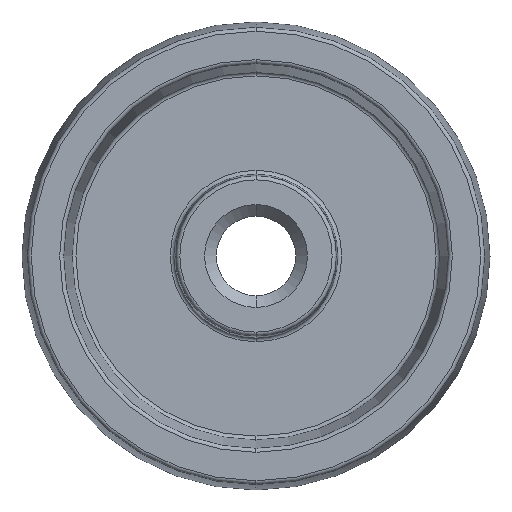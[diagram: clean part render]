
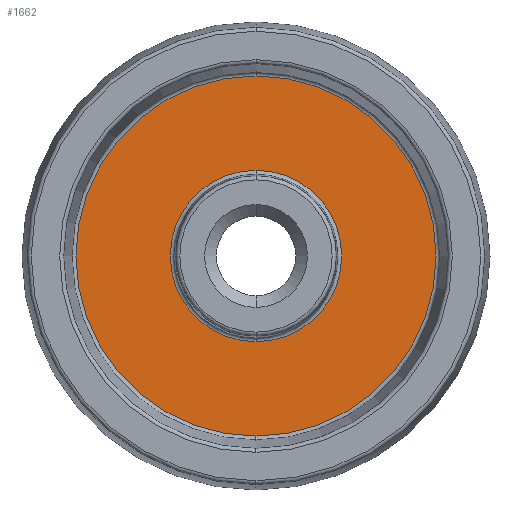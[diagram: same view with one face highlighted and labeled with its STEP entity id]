
A CAD part, left-side view. The second image highlights one B-rep face of the part: STEP entity #1662.
In plain terms, the highlighted planar face has unit normal (-1, 0, 0).
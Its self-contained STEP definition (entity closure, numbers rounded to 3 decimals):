
#52 = CIRCLE ( 'NONE', #393, 23.087 ) ;
#90 = DIRECTION ( 'NONE',  ( 1., 0., 0. ) ) ;
#105 = DIRECTION ( 'NONE',  ( 1., 0., 0. ) ) ;
#247 = EDGE_LOOP ( 'NONE', ( #283, #1539 ) ) ;
#268 = AXIS2_PLACEMENT_3D ( 'NONE', #556, #105, #1376 ) ;
#283 = ORIENTED_EDGE ( 'NONE', *, *, #883, .T. ) ;
#322 = CARTESIAN_POINT ( 'NONE',  ( -3.5, 0., 10.986 ) ) ;
#330 = DIRECTION ( 'NONE',  ( -1., 0., 0. ) ) ;
#388 = ORIENTED_EDGE ( 'NONE', *, *, #749, .T. ) ;
#393 = AXIS2_PLACEMENT_3D ( 'NONE', #1194, #1502, #1718 ) ;
#398 = CIRCLE ( 'NONE', #1082, 23.087 ) ;
#435 = VERTEX_POINT ( 'NONE', #1664 ) ;
#446 = DIRECTION ( 'NONE',  ( -1., 0., 0. ) ) ;
#454 = VERTEX_POINT ( 'NONE', #1113 ) ;
#457 = DIRECTION ( 'NONE',  ( 0., 0., 1. ) ) ;
#463 = EDGE_CURVE ( 'NONE', #1140, #454, #477, .T. ) ;
#477 = CIRCLE ( 'NONE', #268, 10.986 ) ;
#479 = AXIS2_PLACEMENT_3D ( 'NONE', #915, #90, #1193 ) ;
#556 = CARTESIAN_POINT ( 'NONE',  ( -3.5, 0., 0. ) ) ;
#557 = CIRCLE ( 'NONE', #479, 10.986 ) ;
#588 = CARTESIAN_POINT ( 'NONE',  ( -3.5, 0., 0. ) ) ;
#604 = FACE_OUTER_BOUND ( 'NONE', #247, .T. ) ;
#721 = CARTESIAN_POINT ( 'NONE',  ( -3.5, 23.5, 0. ) ) ;
#742 = FACE_BOUND ( 'NONE', #875, .T. ) ;
#749 = EDGE_CURVE ( 'NONE', #454, #1140, #557, .T. ) ;
#848 = PLANE ( 'NONE',  #1015 ) ;
#875 = EDGE_LOOP ( 'NONE', ( #1391, #388 ) ) ;
#883 = EDGE_CURVE ( 'NONE', #1767, #435, #52, .T. ) ;
#915 = CARTESIAN_POINT ( 'NONE',  ( -3.5, 0., 0. ) ) ;
#1015 = AXIS2_PLACEMENT_3D ( 'NONE', #721, #330, #1277 ) ;
#1082 = AXIS2_PLACEMENT_3D ( 'NONE', #588, #446, #457 ) ;
#1113 = CARTESIAN_POINT ( 'NONE',  ( -3.5, 0., -10.986 ) ) ;
#1140 = VERTEX_POINT ( 'NONE', #322 ) ;
#1193 = DIRECTION ( 'NONE',  ( 0., 0., 1. ) ) ;
#1194 = CARTESIAN_POINT ( 'NONE',  ( -3.5, 0., 0. ) ) ;
#1277 = DIRECTION ( 'NONE',  ( 0., 0., 1. ) ) ;
#1376 = DIRECTION ( 'NONE',  ( 0., 0., 1. ) ) ;
#1391 = ORIENTED_EDGE ( 'NONE', *, *, #463, .T. ) ;
#1425 = EDGE_CURVE ( 'NONE', #435, #1767, #398, .T. ) ;
#1502 = DIRECTION ( 'NONE',  ( -1., 0., 0. ) ) ;
#1539 = ORIENTED_EDGE ( 'NONE', *, *, #1425, .T. ) ;
#1662 = ADVANCED_FACE ( 'NONE', ( #742, #604 ), #848, .T. ) ;
#1664 = CARTESIAN_POINT ( 'NONE',  ( -3.5, 0., -23.087 ) ) ;
#1718 = DIRECTION ( 'NONE',  ( 0., 0., 1. ) ) ;
#1752 = CARTESIAN_POINT ( 'NONE',  ( -3.5, 0., 23.087 ) ) ;
#1767 = VERTEX_POINT ( 'NONE', #1752 ) ;
